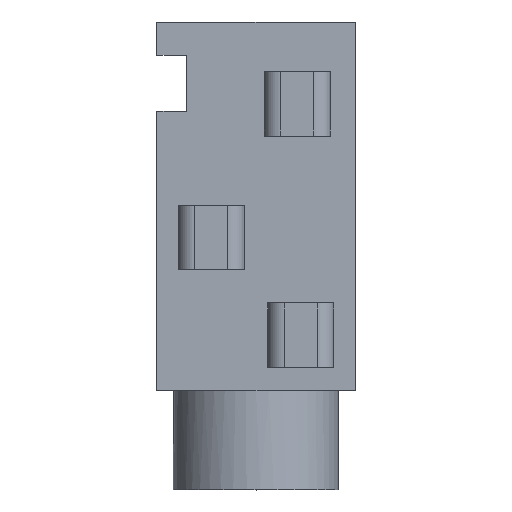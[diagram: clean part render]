
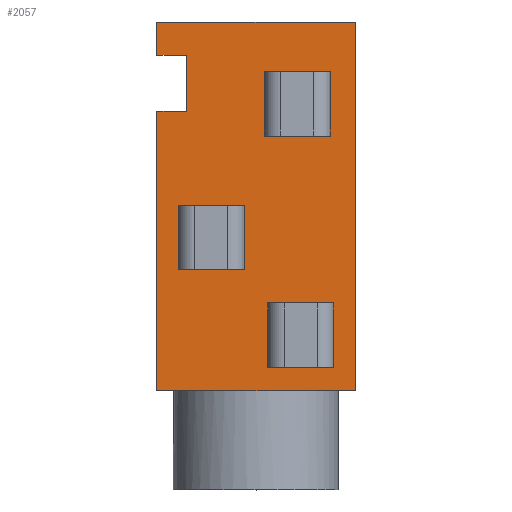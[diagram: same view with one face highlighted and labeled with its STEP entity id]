
A CAD part, top view. The second image highlights one B-rep face of the part: STEP entity #2057.
In plain terms, the highlighted free-form (B-spline) face has degree [1, 1] with [2, 2] control points.
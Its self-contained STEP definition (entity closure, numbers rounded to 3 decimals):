
#1420 = VERTEX_POINT('',#1421);
#1421 = CARTESIAN_POINT('',(0.409,-3.422,
    5.85));
#1480 = VERTEX_POINT('',#1481);
#1481 = CARTESIAN_POINT('',(2.749,-3.422,5.85
    ));
#1486 = EDGE_CURVE('',#1420,#1480,#1487,.T.);
#1487 = B_SPLINE_CURVE_WITH_KNOTS('',1,(#1488,#1489),.UNSPECIFIED.,.F.,
  .F.,(2,2),(0.175,2.175),.PIECEWISE_BEZIER_KNOTS.);
#1488 = CARTESIAN_POINT('',(0.409,-3.422,
    5.85));
#1489 = CARTESIAN_POINT('',(2.749,-3.422,5.85
    ));
#1522 = VERTEX_POINT('',#1523);
#1523 = CARTESIAN_POINT('',(2.749,-5.704,5.85
    ));
#1528 = EDGE_CURVE('',#1480,#1522,#1529,.T.);
#1529 = B_SPLINE_CURVE_WITH_KNOTS('',1,(#1530,#1531),.UNSPECIFIED.,.F.,
  .F.,(2,2),(1.463,3.413),.PIECEWISE_BEZIER_KNOTS.);
#1530 = CARTESIAN_POINT('',(2.749,-3.422,5.85
    ));
#1531 = CARTESIAN_POINT('',(2.749,-5.704,5.85
    ));
#1573 = VERTEX_POINT('',#1574);
#1574 = CARTESIAN_POINT('',(0.409,-5.704,
    5.85));
#1579 = EDGE_CURVE('',#1522,#1573,#1580,.T.);
#1580 = B_SPLINE_CURVE_WITH_KNOTS('',1,(#1581,#1582),.UNSPECIFIED.,.F.,
  .F.,(2,2),(-1.175,0.825),.PIECEWISE_BEZIER_KNOTS.);
#1581 = CARTESIAN_POINT('',(2.749,-5.704,5.85
    ));
#1582 = CARTESIAN_POINT('',(0.409,-5.704,
    5.85));
#1614 = VERTEX_POINT('',#1615);
#1615 = CARTESIAN_POINT('',(-0.409,-2.252,
    5.85));
#1674 = VERTEX_POINT('',#1675);
#1675 = CARTESIAN_POINT('',(-2.749,-2.252,
    5.85));
#1680 = EDGE_CURVE('',#1614,#1674,#1681,.T.);
#1681 = B_SPLINE_CURVE_WITH_KNOTS('',1,(#1682,#1683),.UNSPECIFIED.,.F.,
  .F.,(2,2),(0.175,2.175),.PIECEWISE_BEZIER_KNOTS.);
#1682 = CARTESIAN_POINT('',(-0.409,-2.252,
    5.85));
#1683 = CARTESIAN_POINT('',(-2.749,-2.252,
    5.85));
#1716 = VERTEX_POINT('',#1717);
#1717 = CARTESIAN_POINT('',(-2.749,0.029,
    5.85));
#1722 = EDGE_CURVE('',#1674,#1716,#1723,.T.);
#1723 = B_SPLINE_CURVE_WITH_KNOTS('',1,(#1724,#1725),.UNSPECIFIED.,.F.,
  .F.,(2,2),(-0.963,0.988),.PIECEWISE_BEZIER_KNOTS.);
#1724 = CARTESIAN_POINT('',(-2.749,-2.252,
    5.85));
#1725 = CARTESIAN_POINT('',(-2.749,0.029,
    5.85));
#1767 = VERTEX_POINT('',#1768);
#1768 = CARTESIAN_POINT('',(-0.409,0.029,
    5.85));
#1773 = EDGE_CURVE('',#1716,#1767,#1774,.T.);
#1774 = B_SPLINE_CURVE_WITH_KNOTS('',1,(#1775,#1776),.UNSPECIFIED.,.F.,
  .F.,(2,2),(-1.175,0.825),.PIECEWISE_BEZIER_KNOTS.);
#1775 = CARTESIAN_POINT('',(-2.749,0.029,
    5.85));
#1776 = CARTESIAN_POINT('',(-0.409,0.029,
    5.85));
#1808 = VERTEX_POINT('',#1809);
#1809 = CARTESIAN_POINT('',(0.292,4.768,5.85)
  );
#1868 = VERTEX_POINT('',#1869);
#1869 = CARTESIAN_POINT('',(2.632,4.768,5.85
    ));
#1874 = EDGE_CURVE('',#1808,#1868,#1875,.T.);
#1875 = B_SPLINE_CURVE_WITH_KNOTS('',1,(#1876,#1877),.UNSPECIFIED.,.F.,
  .F.,(2,2),(0.125,2.125),.PIECEWISE_BEZIER_KNOTS.);
#1876 = CARTESIAN_POINT('',(0.292,4.768,5.85)
  );
#1877 = CARTESIAN_POINT('',(2.632,4.768,5.85
    ));
#1910 = VERTEX_POINT('',#1911);
#1911 = CARTESIAN_POINT('',(2.632,2.486,5.85
    ));
#1916 = EDGE_CURVE('',#1868,#1910,#1917,.T.);
#1917 = B_SPLINE_CURVE_WITH_KNOTS('',1,(#1918,#1919),.UNSPECIFIED.,.F.,
  .F.,(2,2),(-2.038,-0.088),.PIECEWISE_BEZIER_KNOTS.);
#1918 = CARTESIAN_POINT('',(2.632,4.768,5.85
    ));
#1919 = CARTESIAN_POINT('',(2.632,2.486,5.85
    ));
#1961 = VERTEX_POINT('',#1962);
#1962 = CARTESIAN_POINT('',(0.292,2.486,5.85)
  );
#1967 = EDGE_CURVE('',#1910,#1961,#1968,.T.);
#1968 = B_SPLINE_CURVE_WITH_KNOTS('',1,(#1969,#1970),.UNSPECIFIED.,.F.,
  .F.,(2,2),(-1.125,0.875),.PIECEWISE_BEZIER_KNOTS.);
#1969 = CARTESIAN_POINT('',(2.632,2.486,5.85
    ));
#1970 = CARTESIAN_POINT('',(0.292,2.486,5.85)
  );
#2002 = EDGE_CURVE('',#1573,#1420,#2003,.T.);
#2003 = B_SPLINE_CURVE_WITH_KNOTS('',1,(#2004,#2005),.UNSPECIFIED.,.F.,
  .F.,(2,2),(-2.438,-0.488),.PIECEWISE_BEZIER_KNOTS.);
#2004 = CARTESIAN_POINT('',(0.409,-5.704,
    5.85));
#2005 = CARTESIAN_POINT('',(0.409,-3.422,
    5.85));
#2022 = EDGE_CURVE('',#1767,#1614,#2023,.T.);
#2023 = B_SPLINE_CURVE_WITH_KNOTS('',1,(#2024,#2025),.UNSPECIFIED.,.F.,
  .F.,(2,2),(-0.013,1.938),.PIECEWISE_BEZIER_KNOTS.);
#2024 = CARTESIAN_POINT('',(-0.409,0.029,
    5.85));
#2025 = CARTESIAN_POINT('',(-0.409,-2.252,
    5.85));
#2042 = EDGE_CURVE('',#1961,#1808,#2043,.T.);
#2043 = B_SPLINE_CURVE_WITH_KNOTS('',1,(#2044,#2045),.UNSPECIFIED.,.F.,
  .F.,(2,2),(1.063,3.013),.PIECEWISE_BEZIER_KNOTS.);
#2044 = CARTESIAN_POINT('',(0.292,2.486,5.85)
  );
#2045 = CARTESIAN_POINT('',(0.292,4.768,5.85)
  );
#2057 = ADVANCED_FACE('',(#2058,#2123,#2129,#2135),#2141,.T.);
#2058 = FACE_BOUND('',#2059,.T.);
#2059 = EDGE_LOOP('',(#2060,#2069,#2076,#2083,#2090,#2097,#2104,#2111,
    #2118));
#2060 = ORIENTED_EDGE('',*,*,#2061,.T.);
#2061 = EDGE_CURVE('',#2062,#2064,#2066,.T.);
#2062 = VERTEX_POINT('',#2063);
#2063 = CARTESIAN_POINT('',(3.51,-6.523,
    5.85));
#2064 = VERTEX_POINT('',#2065);
#2065 = CARTESIAN_POINT('',(3.51,6.523,5.85
    ));
#2066 = B_SPLINE_CURVE_WITH_KNOTS('',1,(#2067,#2068),.UNSPECIFIED.,.F.,
  .F.,(2,2),(0.,11.15),.PIECEWISE_BEZIER_KNOTS.);
#2067 = CARTESIAN_POINT('',(3.51,-6.523,
    5.85));
#2068 = CARTESIAN_POINT('',(3.51,6.523,5.85
    ));
#2069 = ORIENTED_EDGE('',*,*,#2070,.T.);
#2070 = EDGE_CURVE('',#2064,#2071,#2073,.T.);
#2071 = VERTEX_POINT('',#2072);
#2072 = CARTESIAN_POINT('',(-3.51,6.523,
    5.85));
#2073 = B_SPLINE_CURVE_WITH_KNOTS('',1,(#2074,#2075),.UNSPECIFIED.,.F.,
  .F.,(2,2),(0.,6.),.PIECEWISE_BEZIER_KNOTS.);
#2074 = CARTESIAN_POINT('',(3.51,6.523,5.85
    ));
#2075 = CARTESIAN_POINT('',(-3.51,6.523,
    5.85));
#2076 = ORIENTED_EDGE('',*,*,#2077,.T.);
#2077 = EDGE_CURVE('',#2071,#2078,#2080,.T.);
#2078 = VERTEX_POINT('',#2079);
#2079 = CARTESIAN_POINT('',(-3.51,5.353,
    5.85));
#2080 = B_SPLINE_CURVE_WITH_KNOTS('',1,(#2081,#2082),.UNSPECIFIED.,.F.,
  .F.,(2,2),(0.,1.),.PIECEWISE_BEZIER_KNOTS.);
#2081 = CARTESIAN_POINT('',(-3.51,6.523,
    5.85));
#2082 = CARTESIAN_POINT('',(-3.51,5.353,
    5.85));
#2083 = ORIENTED_EDGE('',*,*,#2084,.T.);
#2084 = EDGE_CURVE('',#2078,#2085,#2087,.T.);
#2085 = VERTEX_POINT('',#2086);
#2086 = CARTESIAN_POINT('',(-2.457,5.353,
    5.85));
#2087 = B_SPLINE_CURVE_WITH_KNOTS('',1,(#2088,#2089),.UNSPECIFIED.,.F.,
  .F.,(2,2),(-1.5,-0.6),.PIECEWISE_BEZIER_KNOTS.);
#2088 = CARTESIAN_POINT('',(-3.51,5.353,
    5.85));
#2089 = CARTESIAN_POINT('',(-2.457,5.353,
    5.85));
#2090 = ORIENTED_EDGE('',*,*,#2091,.T.);
#2091 = EDGE_CURVE('',#2085,#2092,#2094,.T.);
#2092 = VERTEX_POINT('',#2093);
#2093 = CARTESIAN_POINT('',(-2.457,3.364,
    5.85));
#2094 = B_SPLINE_CURVE_WITH_KNOTS('',1,(#2095,#2096),.UNSPECIFIED.,.F.,
  .F.,(2,2),(-2.288,-0.588),.PIECEWISE_BEZIER_KNOTS.);
#2095 = CARTESIAN_POINT('',(-2.457,5.353,
    5.85));
#2096 = CARTESIAN_POINT('',(-2.457,3.364,
    5.85));
#2097 = ORIENTED_EDGE('',*,*,#2098,.T.);
#2098 = EDGE_CURVE('',#2092,#2099,#2101,.T.);
#2099 = VERTEX_POINT('',#2100);
#2100 = CARTESIAN_POINT('',(-3.51,3.364,
    5.85));
#2101 = B_SPLINE_CURVE_WITH_KNOTS('',1,(#2102,#2103),.UNSPECIFIED.,.F.,
  .F.,(2,2),(1.05,1.95),.PIECEWISE_BEZIER_KNOTS.);
#2102 = CARTESIAN_POINT('',(-2.457,3.364,
    5.85));
#2103 = CARTESIAN_POINT('',(-3.51,3.364,
    5.85));
#2104 = ORIENTED_EDGE('',*,*,#2105,.T.);
#2105 = EDGE_CURVE('',#2099,#2106,#2108,.T.);
#2106 = VERTEX_POINT('',#2107);
#2107 = CARTESIAN_POINT('',(-3.51,-6.523,
    5.85));
#2108 = B_SPLINE_CURVE_WITH_KNOTS('',1,(#2109,#2110),.UNSPECIFIED.,.F.,
  .F.,(2,2),(2.7,11.15),.PIECEWISE_BEZIER_KNOTS.);
#2109 = CARTESIAN_POINT('',(-3.51,3.364,
    5.85));
#2110 = CARTESIAN_POINT('',(-3.51,-6.523,
    5.85));
#2111 = ORIENTED_EDGE('',*,*,#2112,.T.);
#2112 = EDGE_CURVE('',#2106,#2113,#2115,.T.);
#2113 = VERTEX_POINT('',#2114);
#2114 = CARTESIAN_POINT('',(0.,-6.523,
    5.85));
#2115 = B_SPLINE_CURVE_WITH_KNOTS('',1,(#2116,#2117),.UNSPECIFIED.,.F.,
  .F.,(2,2),(0.,3.),.PIECEWISE_BEZIER_KNOTS.);
#2116 = CARTESIAN_POINT('',(-3.51,-6.523,
    5.85));
#2117 = CARTESIAN_POINT('',(0.,-6.523,
    5.85));
#2118 = ORIENTED_EDGE('',*,*,#2119,.T.);
#2119 = EDGE_CURVE('',#2113,#2062,#2120,.T.);
#2120 = B_SPLINE_CURVE_WITH_KNOTS('',1,(#2121,#2122),.UNSPECIFIED.,.F.,
  .F.,(2,2),(3.,6.),.PIECEWISE_BEZIER_KNOTS.);
#2121 = CARTESIAN_POINT('',(0.,-6.523,
    5.85));
#2122 = CARTESIAN_POINT('',(3.51,-6.523,
    5.85));
#2123 = FACE_BOUND('',#2124,.T.);
#2124 = EDGE_LOOP('',(#2125,#2126,#2127,#2128));
#2125 = ORIENTED_EDGE('',*,*,#1486,.T.);
#2126 = ORIENTED_EDGE('',*,*,#1528,.T.);
#2127 = ORIENTED_EDGE('',*,*,#1579,.T.);
#2128 = ORIENTED_EDGE('',*,*,#2002,.T.);
#2129 = FACE_BOUND('',#2130,.T.);
#2130 = EDGE_LOOP('',(#2131,#2132,#2133,#2134));
#2131 = ORIENTED_EDGE('',*,*,#1680,.T.);
#2132 = ORIENTED_EDGE('',*,*,#1722,.T.);
#2133 = ORIENTED_EDGE('',*,*,#1773,.T.);
#2134 = ORIENTED_EDGE('',*,*,#2022,.T.);
#2135 = FACE_BOUND('',#2136,.T.);
#2136 = EDGE_LOOP('',(#2137,#2138,#2139,#2140));
#2137 = ORIENTED_EDGE('',*,*,#1874,.T.);
#2138 = ORIENTED_EDGE('',*,*,#1916,.T.);
#2139 = ORIENTED_EDGE('',*,*,#1967,.T.);
#2140 = ORIENTED_EDGE('',*,*,#2042,.T.);
#2141 = B_SPLINE_SURFACE_WITH_KNOTS('',1,1,(
    (#2142,#2143)
    ,(#2144,#2145
  )),.UNSPECIFIED.,.F.,.F.,.F.,(2,2),(2,2),(-5.575,5.575),(-3.,3.),
  .PIECEWISE_BEZIER_KNOTS.);
#2142 = CARTESIAN_POINT('',(3.51,-6.523,
    5.85));
#2143 = CARTESIAN_POINT('',(-3.51,-6.523,
    5.85));
#2144 = CARTESIAN_POINT('',(3.51,6.523,5.85
    ));
#2145 = CARTESIAN_POINT('',(-3.51,6.523,
    5.85));
